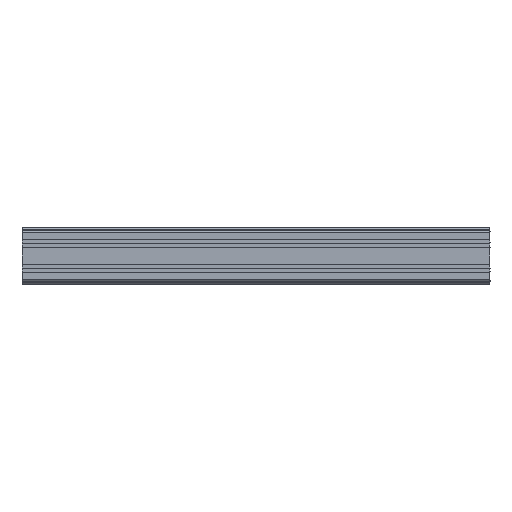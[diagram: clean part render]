
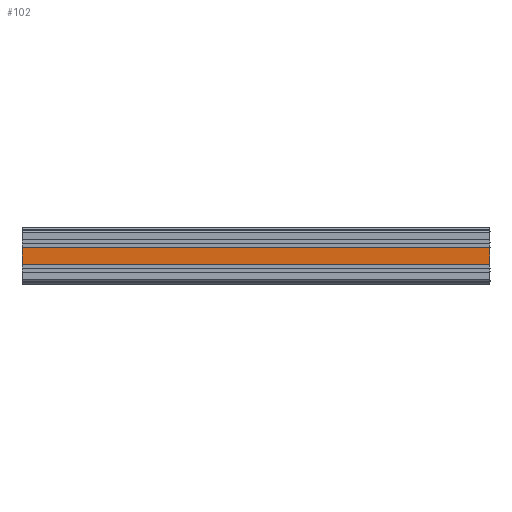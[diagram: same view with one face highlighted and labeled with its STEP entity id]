
A CAD part, front view. The second image highlights one B-rep face of the part: STEP entity #102.
In plain terms, the highlighted free-form (B-spline) face has degree [2, 1] with [3, 2] control points.
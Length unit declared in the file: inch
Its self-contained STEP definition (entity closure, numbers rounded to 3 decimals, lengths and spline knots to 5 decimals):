
#102=ADVANCED_FACE('',(#228),#2249,.T.);
#228=FACE_OUTER_BOUND('',#354,.T.);
#354=EDGE_LOOP('',(#701,#702,#703,#704));
#701=ORIENTED_EDGE('',*,*,#1375,.T.);
#702=ORIENTED_EDGE('',*,*,#1376,.T.);
#703=ORIENTED_EDGE('',*,*,#1377,.F.);
#704=ORIENTED_EDGE('',*,*,#1373,.F.);
#1373=EDGE_CURVE('',#2052,#2053,#1801,.T.);
#1375=EDGE_CURVE('',#2052,#2054,#1803,.T.);
#1376=EDGE_CURVE('',#2054,#2055,#1804,.T.);
#1377=EDGE_CURVE('',#2053,#2055,#1805,.T.);
#1801=(
BOUNDED_CURVE()
B_SPLINE_CURVE(1,(#3841,#3842),.UNSPECIFIED.,.F.,.F.)
B_SPLINE_CURVE_WITH_KNOTS((2,2),(0.,14.75),.UNSPECIFIED.)
CURVE()
GEOMETRIC_REPRESENTATION_ITEM()
RATIONAL_B_SPLINE_CURVE((1.,1.))
REPRESENTATION_ITEM('')
);
#1803=(
BOUNDED_CURVE()
B_SPLINE_CURVE(2,(#3846,#3847,#3848),.UNSPECIFIED.,.F.,.F.)
B_SPLINE_CURVE_WITH_KNOTS((3,3),(21.81754,22.87266),
 .UNSPECIFIED.)
CURVE()
GEOMETRIC_REPRESENTATION_ITEM()
RATIONAL_B_SPLINE_CURVE((1.,1.,1.))
REPRESENTATION_ITEM('')
);
#1804=(
BOUNDED_CURVE()
B_SPLINE_CURVE(1,(#3849,#3850),.UNSPECIFIED.,.F.,.F.)
B_SPLINE_CURVE_WITH_KNOTS((2,2),(0.,14.75),.UNSPECIFIED.)
CURVE()
GEOMETRIC_REPRESENTATION_ITEM()
RATIONAL_B_SPLINE_CURVE((1.,1.))
REPRESENTATION_ITEM('')
);
#1805=(
BOUNDED_CURVE()
B_SPLINE_CURVE(2,(#3851,#3852,#3853),.UNSPECIFIED.,.F.,.F.)
B_SPLINE_CURVE_WITH_KNOTS((3,3),(21.81754,22.87266),
 .UNSPECIFIED.)
CURVE()
GEOMETRIC_REPRESENTATION_ITEM()
RATIONAL_B_SPLINE_CURVE((1.,1.,1.))
REPRESENTATION_ITEM('')
);
#2052=VERTEX_POINT('',#3170);
#2053=VERTEX_POINT('',#3171);
#2054=VERTEX_POINT('',#3172);
#2055=VERTEX_POINT('',#3173);
#2249=(
BOUNDED_SURFACE()
B_SPLINE_SURFACE(2,1,((#2782,#2783),(#2784,#2785),(#2786,#2787)),
 .UNSPECIFIED.,.F.,.F.,.F.)
B_SPLINE_SURFACE_WITH_KNOTS((3,3),(2,2),(21.81754,22.87266),
(0.,14.75),.UNSPECIFIED.)
GEOMETRIC_REPRESENTATION_ITEM()
RATIONAL_B_SPLINE_SURFACE(((1.,1.),(1.,1.),(1.,1.)))
REPRESENTATION_ITEM('')
SURFACE()
);
#2782=CARTESIAN_POINT('',(0.,2.,1.04931));
#2783=CARTESIAN_POINT('',(14.75,2.,1.04931));
#2784=CARTESIAN_POINT('',(0.,2.,0.786));
#2785=CARTESIAN_POINT('',(14.75,2.,0.786));
#2786=CARTESIAN_POINT('',(0.,2.,0.52269));
#2787=CARTESIAN_POINT('',(14.75,2.,0.52269));
#3170=CARTESIAN_POINT('',(0.,2.,1.04931));
#3171=CARTESIAN_POINT('',(14.75,2.,1.04931));
#3172=CARTESIAN_POINT('',(0.,2.,0.52269));
#3173=CARTESIAN_POINT('',(14.75,2.,0.52269));
#3841=CARTESIAN_POINT('',(0.,2.,1.04931));
#3842=CARTESIAN_POINT('',(14.75,2.,1.04931));
#3846=CARTESIAN_POINT('',(0.,2.,1.04931));
#3847=CARTESIAN_POINT('',(0.,2.,0.786));
#3848=CARTESIAN_POINT('',(0.,2.,0.52269));
#3849=CARTESIAN_POINT('',(0.,2.,0.52269));
#3850=CARTESIAN_POINT('',(14.75,2.,0.52269));
#3851=CARTESIAN_POINT('',(14.75,2.,1.04931));
#3852=CARTESIAN_POINT('',(14.75,2.,0.786));
#3853=CARTESIAN_POINT('',(14.75,2.,0.52269));
